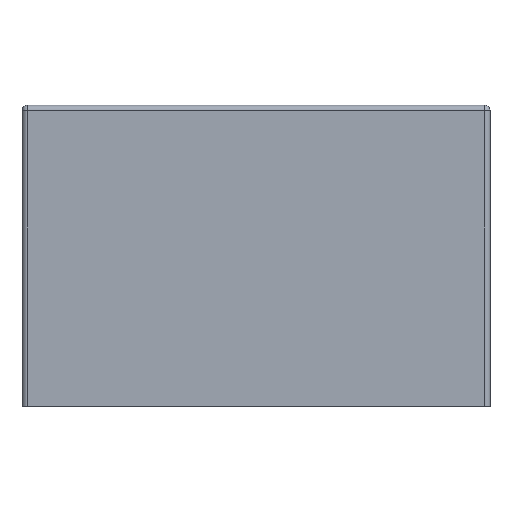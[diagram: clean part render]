
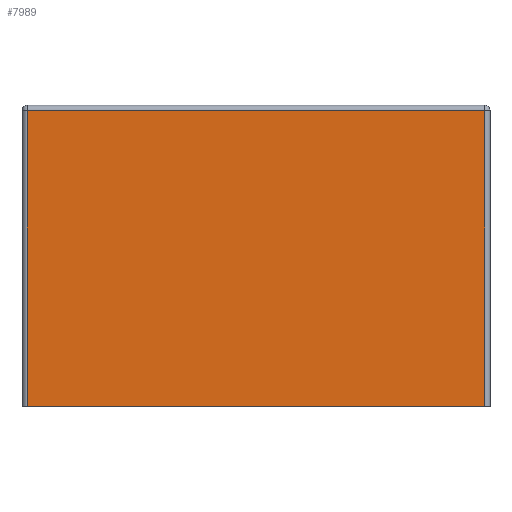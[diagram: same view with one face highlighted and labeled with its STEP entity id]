
A CAD part, top view. The second image highlights one B-rep face of the part: STEP entity #7989.
In plain terms, the highlighted planar face has unit normal (0, 0, 1).
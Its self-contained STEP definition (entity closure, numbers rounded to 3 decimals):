
#411 = PLANE('',#412);
#412 = AXIS2_PLACEMENT_3D('',#413,#414,#415);
#413 = CARTESIAN_POINT('',(-5.,-5.,0.));
#414 = DIRECTION('',(0.,1.,0.));
#415 = DIRECTION('',(0.,0.,1.));
#3312 = VERTEX_POINT('',#3313);
#3313 = CARTESIAN_POINT('',(-5.,-5.,64.7));
#3328 = CYLINDRICAL_SURFACE('',#3329,2.);
#3329 = AXIS2_PLACEMENT_3D('',#3330,#3331,#3332);
#3330 = CARTESIAN_POINT('',(-5.,-5.,62.7));
#3331 = DIRECTION('',(0.,1.,0.));
#3332 = DIRECTION('',(0.,0.,-1.));
#3340 = EDGE_CURVE('',#3312,#3341,#3343,.T.);
#3341 = VERTEX_POINT('',#3342);
#3342 = CARTESIAN_POINT('',(165.,-5.,64.7));
#3343 = SURFACE_CURVE('',#3344,(#3348,#3355),.PCURVE_S1.);
#3344 = LINE('',#3345,#3346);
#3345 = CARTESIAN_POINT('',(-5.,-5.,64.7));
#3346 = VECTOR('',#3347,1.);
#3347 = DIRECTION('',(1.,0.,0.));
#3348 = PCURVE('',#411,#3349);
#3349 = DEFINITIONAL_REPRESENTATION('',(#3350),#3354);
#3350 = LINE('',#3351,#3352);
#3351 = CARTESIAN_POINT('',(64.7,0.));
#3352 = VECTOR('',#3353,1.);
#3353 = DIRECTION('',(0.,1.));
#3354 = ( GEOMETRIC_REPRESENTATION_CONTEXT(2) 
PARAMETRIC_REPRESENTATION_CONTEXT() REPRESENTATION_CONTEXT('2D SPACE',''
  ) );
#3355 = PCURVE('',#3356,#3361);
#3356 = PLANE('',#3357);
#3357 = AXIS2_PLACEMENT_3D('',#3358,#3359,#3360);
#3358 = CARTESIAN_POINT('',(-5.,-5.,64.7));
#3359 = DIRECTION('',(0.,0.,1.));
#3360 = DIRECTION('',(1.,0.,0.));
#3361 = DEFINITIONAL_REPRESENTATION('',(#3362),#3366);
#3362 = LINE('',#3363,#3364);
#3363 = CARTESIAN_POINT('',(0.,0.));
#3364 = VECTOR('',#3365,1.);
#3365 = DIRECTION('',(1.,0.));
#3366 = ( GEOMETRIC_REPRESENTATION_CONTEXT(2) 
PARAMETRIC_REPRESENTATION_CONTEXT() REPRESENTATION_CONTEXT('2D SPACE',''
  ) );
#3389 = CYLINDRICAL_SURFACE('',#3390,2.);
#3390 = AXIS2_PLACEMENT_3D('',#3391,#3392,#3393);
#3391 = CARTESIAN_POINT('',(165.,-5.,62.7));
#3392 = DIRECTION('',(0.,1.,0.));
#3393 = DIRECTION('',(0.,0.,-1.));
#7749 = CYLINDRICAL_SURFACE('',#7750,2.);
#7750 = AXIS2_PLACEMENT_3D('',#7751,#7752,#7753);
#7751 = CARTESIAN_POINT('',(-5.,105.,62.7));
#7752 = DIRECTION('',(1.,0.,0.));
#7753 = DIRECTION('',(0.,0.,-1.));
#7928 = EDGE_CURVE('',#3341,#7929,#7931,.T.);
#7929 = VERTEX_POINT('',#7930);
#7930 = CARTESIAN_POINT('',(165.,105.,64.7));
#7931 = SURFACE_CURVE('',#7932,(#7936,#7943),.PCURVE_S1.);
#7932 = LINE('',#7933,#7934);
#7933 = CARTESIAN_POINT('',(165.,-5.,64.7));
#7934 = VECTOR('',#7935,1.);
#7935 = DIRECTION('',(0.,1.,0.));
#7936 = PCURVE('',#3389,#7937);
#7937 = DEFINITIONAL_REPRESENTATION('',(#7938),#7942);
#7938 = LINE('',#7939,#7940);
#7939 = CARTESIAN_POINT('',(-3.142,0.));
#7940 = VECTOR('',#7941,1.);
#7941 = DIRECTION('',(-0.,1.));
#7942 = ( GEOMETRIC_REPRESENTATION_CONTEXT(2) 
PARAMETRIC_REPRESENTATION_CONTEXT() REPRESENTATION_CONTEXT('2D SPACE',''
  ) );
#7943 = PCURVE('',#3356,#7944);
#7944 = DEFINITIONAL_REPRESENTATION('',(#7945),#7949);
#7945 = LINE('',#7946,#7947);
#7946 = CARTESIAN_POINT('',(170.,0.));
#7947 = VECTOR('',#7948,1.);
#7948 = DIRECTION('',(0.,1.));
#7949 = ( GEOMETRIC_REPRESENTATION_CONTEXT(2) 
PARAMETRIC_REPRESENTATION_CONTEXT() REPRESENTATION_CONTEXT('2D SPACE',''
  ) );
#7989 = ADVANCED_FACE('',(#7990),#3356,.T.);
#7990 = FACE_BOUND('',#7991,.T.);
#7991 = EDGE_LOOP('',(#7992,#8015,#8016,#8017));
#7992 = ORIENTED_EDGE('',*,*,#7993,.F.);
#7993 = EDGE_CURVE('',#3312,#7994,#7996,.T.);
#7994 = VERTEX_POINT('',#7995);
#7995 = CARTESIAN_POINT('',(-5.,105.,64.7));
#7996 = SURFACE_CURVE('',#7997,(#8001,#8008),.PCURVE_S1.);
#7997 = LINE('',#7998,#7999);
#7998 = CARTESIAN_POINT('',(-5.,-5.,64.7));
#7999 = VECTOR('',#8000,1.);
#8000 = DIRECTION('',(0.,1.,0.));
#8001 = PCURVE('',#3356,#8002);
#8002 = DEFINITIONAL_REPRESENTATION('',(#8003),#8007);
#8003 = LINE('',#8004,#8005);
#8004 = CARTESIAN_POINT('',(0.,0.));
#8005 = VECTOR('',#8006,1.);
#8006 = DIRECTION('',(0.,1.));
#8007 = ( GEOMETRIC_REPRESENTATION_CONTEXT(2) 
PARAMETRIC_REPRESENTATION_CONTEXT() REPRESENTATION_CONTEXT('2D SPACE',''
  ) );
#8008 = PCURVE('',#3328,#8009);
#8009 = DEFINITIONAL_REPRESENTATION('',(#8010),#8014);
#8010 = LINE('',#8011,#8012);
#8011 = CARTESIAN_POINT('',(3.142,0.));
#8012 = VECTOR('',#8013,1.);
#8013 = DIRECTION('',(0.,1.));
#8014 = ( GEOMETRIC_REPRESENTATION_CONTEXT(2) 
PARAMETRIC_REPRESENTATION_CONTEXT() REPRESENTATION_CONTEXT('2D SPACE',''
  ) );
#8015 = ORIENTED_EDGE('',*,*,#3340,.T.);
#8016 = ORIENTED_EDGE('',*,*,#7928,.T.);
#8017 = ORIENTED_EDGE('',*,*,#8018,.F.);
#8018 = EDGE_CURVE('',#7994,#7929,#8019,.T.);
#8019 = SURFACE_CURVE('',#8020,(#8024,#8031),.PCURVE_S1.);
#8020 = LINE('',#8021,#8022);
#8021 = CARTESIAN_POINT('',(-5.,105.,64.7));
#8022 = VECTOR('',#8023,1.);
#8023 = DIRECTION('',(1.,0.,0.));
#8024 = PCURVE('',#3356,#8025);
#8025 = DEFINITIONAL_REPRESENTATION('',(#8026),#8030);
#8026 = LINE('',#8027,#8028);
#8027 = CARTESIAN_POINT('',(0.,110.));
#8028 = VECTOR('',#8029,1.);
#8029 = DIRECTION('',(1.,0.));
#8030 = ( GEOMETRIC_REPRESENTATION_CONTEXT(2) 
PARAMETRIC_REPRESENTATION_CONTEXT() REPRESENTATION_CONTEXT('2D SPACE',''
  ) );
#8031 = PCURVE('',#7749,#8032);
#8032 = DEFINITIONAL_REPRESENTATION('',(#8033),#8037);
#8033 = LINE('',#8034,#8035);
#8034 = CARTESIAN_POINT('',(3.142,0.));
#8035 = VECTOR('',#8036,1.);
#8036 = DIRECTION('',(0.,1.));
#8037 = ( GEOMETRIC_REPRESENTATION_CONTEXT(2) 
PARAMETRIC_REPRESENTATION_CONTEXT() REPRESENTATION_CONTEXT('2D SPACE',''
  ) );
